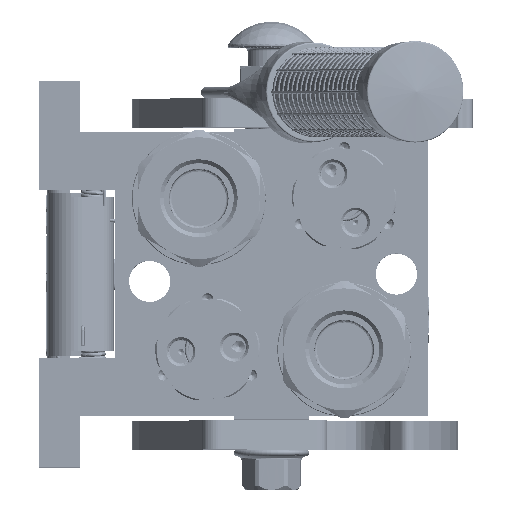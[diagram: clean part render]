
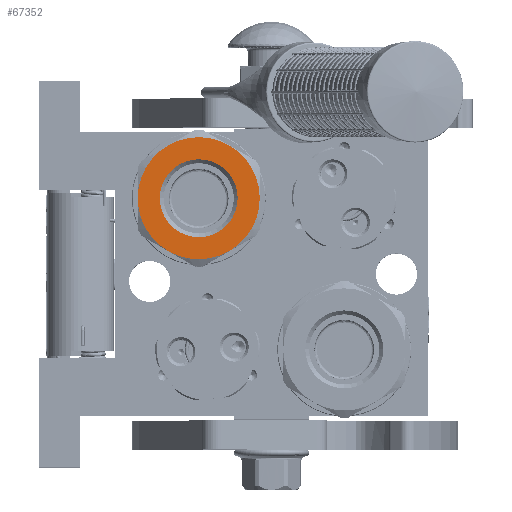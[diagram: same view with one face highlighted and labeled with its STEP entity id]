
A CAD part, top view. The second image highlights one B-rep face of the part: STEP entity #67352.
In plain terms, the highlighted face is planar.
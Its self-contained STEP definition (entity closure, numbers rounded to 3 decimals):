
#336 = DIRECTION ( 'NONE',  ( -1., 0., 0. ) ) ;
#2030 = DIRECTION ( 'NONE',  ( 0., 0., 1. ) ) ;
#4052 = DIRECTION ( 'NONE',  ( 1., 0., 0. ) ) ;
#7459 = VERTEX_POINT ( 'NONE', #195713 ) ;
#10601 = DIRECTION ( 'NONE',  ( 0., 0.5, 0.866 ) ) ;
#10615 = CIRCLE ( 'NONE', #84833, 21. ) ;
#11751 = CARTESIAN_POINT ( 'NONE',  ( 100.6, 0., 0. ) ) ;
#15266 = DIRECTION ( 'NONE',  ( 0., -1., 0. ) ) ;
#19150 = DIRECTION ( 'NONE',  ( 0., 1., 0. ) ) ;
#21060 = ORIENTED_EDGE ( 'NONE', *, *, #175403, .T. ) ;
#23765 = CARTESIAN_POINT ( 'NONE',  ( 100.6, 0., 0. ) ) ;
#26073 = AXIS2_PLACEMENT_3D ( 'NONE', #139392, #103520, #19150 ) ;
#27163 = EDGE_LOOP ( 'NONE', ( #70721, #194074, #220108, #104044, #149401, #21060, #85280 ) ) ;
#30265 = CARTESIAN_POINT ( 'NONE',  ( 100.6, -21., 0. ) ) ;
#31631 = CARTESIAN_POINT ( 'NONE',  ( 100.6, 0., 0. ) ) ;
#32295 = AXIS2_PLACEMENT_3D ( 'NONE', #89097, #94940, #10601 ) ;
#33159 = DIRECTION ( 'NONE',  ( 0., -1., 0. ) ) ;
#35019 = VERTEX_POINT ( 'NONE', #164925 ) ;
#37988 = DIRECTION ( 'NONE',  ( -1., 0., 0. ) ) ;
#40238 = VERTEX_POINT ( 'NONE', #30265 ) ;
#47688 = AXIS2_PLACEMENT_3D ( 'NONE', #104060, #104789, #195186 ) ;
#51145 = AXIS2_PLACEMENT_3D ( 'NONE', #191390, #4052, #138457 ) ;
#51433 = VERTEX_POINT ( 'NONE', #211114 ) ;
#53826 = DIRECTION ( 'NONE',  ( 0., 0.5, 0.866 ) ) ;
#58628 = CIRCLE ( 'NONE', #134587, 13.4 ) ;
#61722 = DIRECTION ( 'NONE',  ( 0., -0.5, 0.866 ) ) ;
#67352 = ADVANCED_FACE ( 'NONE', ( #201826, #111017 ), #104309, .F. ) ;
#68425 = CARTESIAN_POINT ( 'NONE',  ( 100.6, 0., 0. ) ) ;
#69959 = CIRCLE ( 'NONE', #180591, 21. ) ;
#70721 = ORIENTED_EDGE ( 'NONE', *, *, #124609, .T. ) ;
#73047 = DIRECTION ( 'NONE',  ( 0., 1., 0. ) ) ;
#73739 = EDGE_CURVE ( 'NONE', #179597, #186542, #107563, .T. ) ;
#75016 = EDGE_CURVE ( 'NONE', #35019, #186542, #123064, .T. ) ;
#78376 = CARTESIAN_POINT ( 'NONE',  ( 100.6, 10.5, -18.187 ) ) ;
#84833 = AXIS2_PLACEMENT_3D ( 'NONE', #31631, #117605, #15266 ) ;
#85280 = ORIENTED_EDGE ( 'NONE', *, *, #193511, .T. ) ;
#87877 = DIRECTION ( 'NONE',  ( -1., 0., 0. ) ) ;
#89097 = CARTESIAN_POINT ( 'NONE',  ( 100.6, 0., 0. ) ) ;
#93065 = CIRCLE ( 'NONE', #113471, 13.4 ) ;
#94672 = AXIS2_PLACEMENT_3D ( 'NONE', #103179, #155450, #53826 ) ;
#94940 = DIRECTION ( 'NONE',  ( -1., 0., 0. ) ) ;
#99071 = EDGE_CURVE ( 'NONE', #51433, #179597, #135460, .T. ) ;
#103179 = CARTESIAN_POINT ( 'NONE',  ( 100.6, 0., 0. ) ) ;
#103328 = CARTESIAN_POINT ( 'NONE',  ( 100.6, 0., 0. ) ) ;
#103520 = DIRECTION ( 'NONE',  ( -1., 0., 0. ) ) ;
#104044 = ORIENTED_EDGE ( 'NONE', *, *, #73739, .F. ) ;
#104060 = CARTESIAN_POINT ( 'NONE',  ( 100.6, 0., 0. ) ) ;
#104309 = PLANE ( 'NONE',  #167997 ) ;
#104789 = DIRECTION ( 'NONE',  ( 1., 0., 0. ) ) ;
#107547 = VERTEX_POINT ( 'NONE', #139501 ) ;
#107563 = CIRCLE ( 'NONE', #26073, 21. ) ;
#111017 = FACE_BOUND ( 'NONE', #132964, .T. ) ;
#112516 = VERTEX_POINT ( 'NONE', #172311 ) ;
#113471 = AXIS2_PLACEMENT_3D ( 'NONE', #103328, #336, #33159 ) ;
#113553 = CIRCLE ( 'NONE', #51145, 21. ) ;
#115784 = ORIENTED_EDGE ( 'NONE', *, *, #156360, .T. ) ;
#117605 = DIRECTION ( 'NONE',  ( 1., 0., 0. ) ) ;
#123064 = CIRCLE ( 'NONE', #47688, 21. ) ;
#124609 = EDGE_CURVE ( 'NONE', #107547, #40238, #69959, .T. ) ;
#130895 = VERTEX_POINT ( 'NONE', #132282 ) ;
#132282 = CARTESIAN_POINT ( 'NONE',  ( 100.6, 13.4, 0. ) ) ;
#132964 = EDGE_LOOP ( 'NONE', ( #209687, #115784 ) ) ;
#134587 = AXIS2_PLACEMENT_3D ( 'NONE', #23765, #37988, #73047 ) ;
#135460 = CIRCLE ( 'NONE', #32295, 21. ) ;
#138457 = DIRECTION ( 'NONE',  ( 0., 0.5, 0.866 ) ) ;
#139392 = CARTESIAN_POINT ( 'NONE',  ( 100.6, 0., 0. ) ) ;
#139501 = CARTESIAN_POINT ( 'NONE',  ( 100.6, -10.5, 18.187 ) ) ;
#148335 = EDGE_CURVE ( 'NONE', #40238, #35019, #10615, .T. ) ;
#149401 = ORIENTED_EDGE ( 'NONE', *, *, #99071, .F. ) ;
#155450 = DIRECTION ( 'NONE',  ( 1., 0., 0. ) ) ;
#156360 = EDGE_CURVE ( 'NONE', #130895, #7459, #58628, .T. ) ;
#161635 = CIRCLE ( 'NONE', #94672, 21. ) ;
#164744 = DIRECTION ( 'NONE',  ( 1., 0., 0. ) ) ;
#164925 = CARTESIAN_POINT ( 'NONE',  ( 100.6, -10.5, -18.187 ) ) ;
#167997 = AXIS2_PLACEMENT_3D ( 'NONE', #68425, #87877, #2030 ) ;
#172311 = CARTESIAN_POINT ( 'NONE',  ( 100.6, 0., 21. ) ) ;
#175403 = EDGE_CURVE ( 'NONE', #51433, #112516, #161635, .T. ) ;
#179597 = VERTEX_POINT ( 'NONE', #197661 ) ;
#180591 = AXIS2_PLACEMENT_3D ( 'NONE', #11751, #164744, #61722 ) ;
#186542 = VERTEX_POINT ( 'NONE', #78376 ) ;
#191390 = CARTESIAN_POINT ( 'NONE',  ( 100.6, 0., 0. ) ) ;
#193511 = EDGE_CURVE ( 'NONE', #112516, #107547, #113553, .T. ) ;
#194074 = ORIENTED_EDGE ( 'NONE', *, *, #148335, .T. ) ;
#195186 = DIRECTION ( 'NONE',  ( 0., -0.5, -0.866 ) ) ;
#195713 = CARTESIAN_POINT ( 'NONE',  ( 100.6, -13.4, 0. ) ) ;
#197661 = CARTESIAN_POINT ( 'NONE',  ( 100.6, 21., 0. ) ) ;
#201826 = FACE_OUTER_BOUND ( 'NONE', #27163, .T. ) ;
#209687 = ORIENTED_EDGE ( 'NONE', *, *, #214228, .T. ) ;
#211114 = CARTESIAN_POINT ( 'NONE',  ( 100.6, 10.5, 18.187 ) ) ;
#214228 = EDGE_CURVE ( 'NONE', #7459, #130895, #93065, .T. ) ;
#220108 = ORIENTED_EDGE ( 'NONE', *, *, #75016, .T. ) ;
